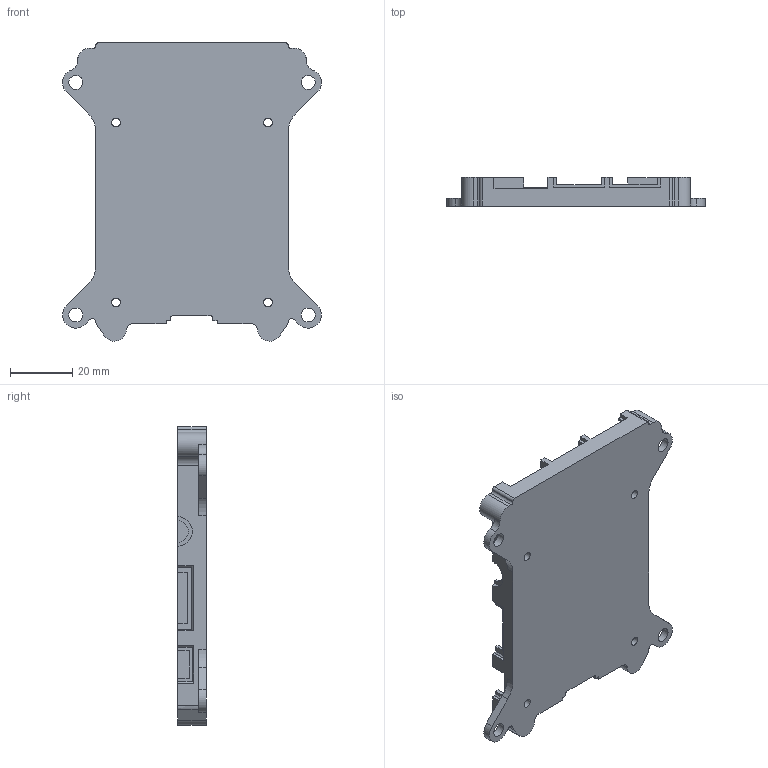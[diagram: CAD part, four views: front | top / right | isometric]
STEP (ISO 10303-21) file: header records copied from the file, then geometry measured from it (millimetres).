
FILE_DESCRIPTION(/* description */ (''),/* implementation_level */ '2;1');
FILE_NAME(/* name */ 'rpi3-bottom v1.step',/* time_stamp */ '2021-05-07T08:26:43-04:00',/* author */ (''),/* organization */ (''),/* preprocessor_version */ 'ST-DEVELOPER v18.1',/* originating_system */ 'Autodesk Translation Framework v9.10.0.1330',/* authorisation */ '');
FILE_SCHEMA (('AUTOMOTIVE_DESIGN { 1 0 10303 214 3 1 1 }'));
Length unit declared in the file: millimetre
Products named in the file (1): rpi3-bottom
Bounding box: 83.49 x 9.3 x 96.25 mm (x, y, z)
Volume: 12172.6 mm3; surface area: 17991.7 mm2
Topology: 1 solids, 1 shells, 158 faces, 438 edges, 290 vertices
Faces by surface type: plane 104, cylinder 50, cone 4
Full cylindrical faces by diameter (mm): 2.8 x8, 4.5 x4, 5.8 x4
Entity records: 5111 total; most frequent: CARTESIAN_POINT 887, ORIENTED_EDGE 876, DIRECTION 868, EDGE_CURVE 438, LINE 326, VECTOR 326, VERTEX_POINT 290, AXIS2_PLACEMENT_3D 271
